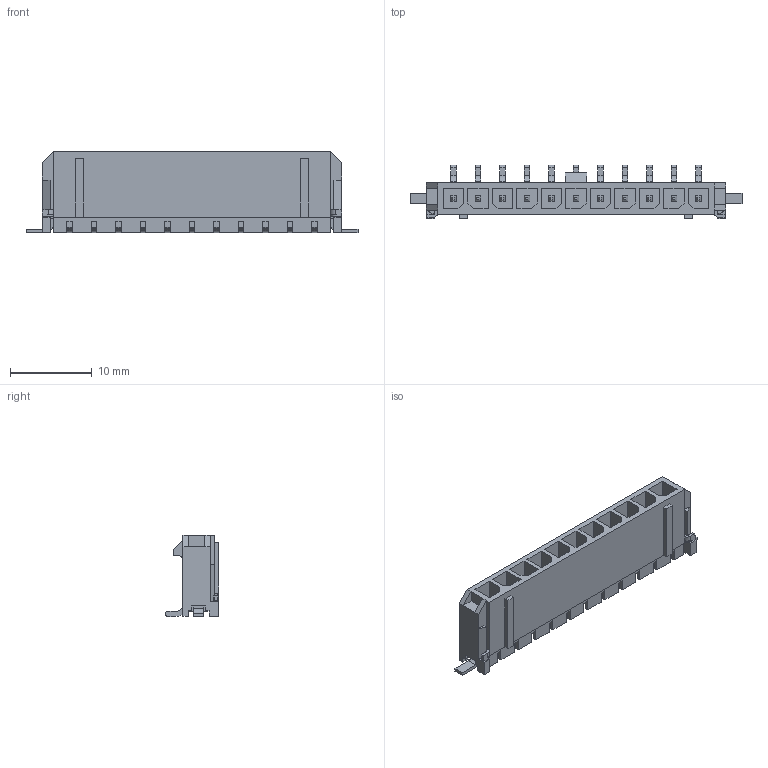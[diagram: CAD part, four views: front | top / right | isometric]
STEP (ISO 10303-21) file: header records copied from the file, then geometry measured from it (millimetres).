
FILE_DESCRIPTION((''),'2;1');
FILE_NAME('436501125','2020-10-20T',('me'),(''),'PRO/ENGINEER BY PARAMETRIC TECHNOLOGY CORPORATION, 2016010','PRO/ENGINEER BY PARAMETRIC TECHNOLOGY CORPORATION, 2016010','');
FILE_SCHEMA(('CONFIG_CONTROL_DESIGN'));
Length unit declared in the file: millimetre
Products named in the file (1): 436501125
Bounding box: 40.65 x 6.57 x 9.93 mm (x, y, z)
Volume: 871.7 mm3; surface area: 2161.5 mm2
Topology: 2 solids, 2 shells, 688 faces, 1883 edges, 1222 vertices
Faces by surface type: plane 618, cylinder 70
Entity records: 21273 total; most frequent: CARTESIAN_POINT 3742, ORIENTED_EDGE 3662, DIRECTION 3445, EDGE_CURVE 1831, VECTOR 1699, LINE 1699, VERTEX_POINT 1170, AXIS2_PLACEMENT_3D 873
